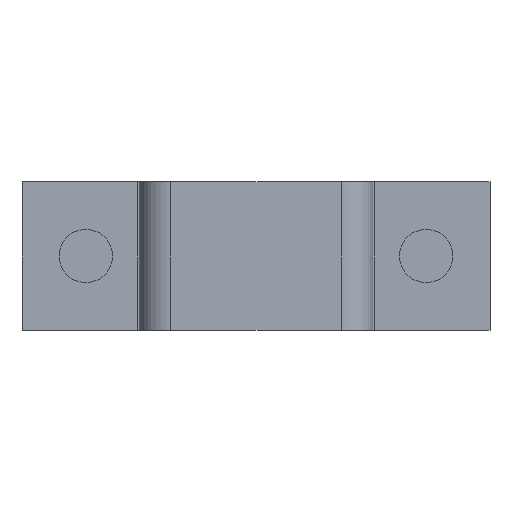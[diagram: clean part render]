
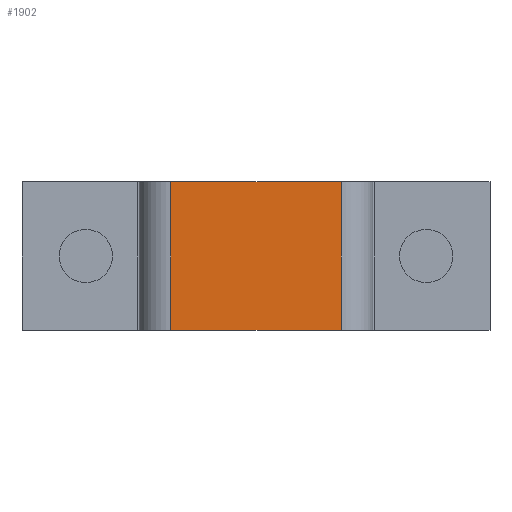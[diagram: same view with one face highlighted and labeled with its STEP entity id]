
A CAD part, front view. The second image highlights one B-rep face of the part: STEP entity #1902.
In plain terms, the highlighted planar face has unit normal (0, -1, 0).
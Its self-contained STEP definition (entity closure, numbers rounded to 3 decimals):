
#37 = LINE ( 'NONE', #2127, #2043 ) ;
#103 = VECTOR ( 'NONE', #2685, 1000. ) ;
#106 = ORIENTED_EDGE ( 'NONE', *, *, #625, .T. ) ;
#198 = EDGE_LOOP ( 'NONE', ( #106, #1422, #1644, #2179 ) ) ;
#245 = EDGE_CURVE ( 'NONE', #1486, #1424, #1376, .T. ) ;
#320 = FACE_OUTER_BOUND ( 'NONE', #198, .T. ) ;
#442 = CARTESIAN_POINT ( 'NONE',  ( 8., -18.5, -7. ) ) ;
#537 = DIRECTION ( 'NONE',  ( 0., 0., -1. ) ) ;
#577 = DIRECTION ( 'NONE',  ( 0., 0., 1. ) ) ;
#625 = EDGE_CURVE ( 'NONE', #2161, #1424, #1146, .T. ) ;
#790 = EDGE_CURVE ( 'NONE', #1323, #1486, #37, .T. ) ;
#801 = LINE ( 'NONE', #817, #103 ) ;
#817 = CARTESIAN_POINT ( 'NONE',  ( -8., -18.5, 7. ) ) ;
#1010 = DIRECTION ( 'NONE',  ( 1., 0., 0. ) ) ;
#1104 = DIRECTION ( 'NONE',  ( 0., 1., 0. ) ) ;
#1146 = LINE ( 'NONE', #1531, #2479 ) ;
#1323 = VERTEX_POINT ( 'NONE', #1691 ) ;
#1353 = PLANE ( 'NONE',  #2514 ) ;
#1376 = LINE ( 'NONE', #2101, #2803 ) ;
#1422 = ORIENTED_EDGE ( 'NONE', *, *, #245, .F. ) ;
#1424 = VERTEX_POINT ( 'NONE', #442 ) ;
#1486 = VERTEX_POINT ( 'NONE', #3326 ) ;
#1531 = CARTESIAN_POINT ( 'NONE',  ( 8., -18.5, -7. ) ) ;
#1628 = CARTESIAN_POINT ( 'NONE',  ( 8., -18.5, 7. ) ) ;
#1644 = ORIENTED_EDGE ( 'NONE', *, *, #790, .F. ) ;
#1691 = CARTESIAN_POINT ( 'NONE',  ( -8., -18.5, 7. ) ) ;
#1902 = ADVANCED_FACE ( 'NONE', ( #320 ), #1353, .F. ) ;
#2043 = VECTOR ( 'NONE', #3228, 1000. ) ;
#2101 = CARTESIAN_POINT ( 'NONE',  ( 8., -18.5, 7. ) ) ;
#2127 = CARTESIAN_POINT ( 'NONE',  ( 8., -18.5, 7. ) ) ;
#2161 = VERTEX_POINT ( 'NONE', #3089 ) ;
#2179 = ORIENTED_EDGE ( 'NONE', *, *, #2368, .T. ) ;
#2368 = EDGE_CURVE ( 'NONE', #1323, #2161, #801, .T. ) ;
#2479 = VECTOR ( 'NONE', #1010, 1000. ) ;
#2514 = AXIS2_PLACEMENT_3D ( 'NONE', #1628, #1104, #577 ) ;
#2685 = DIRECTION ( 'NONE',  ( 0., 0., -1. ) ) ;
#2803 = VECTOR ( 'NONE', #537, 1000. ) ;
#3089 = CARTESIAN_POINT ( 'NONE',  ( -8., -18.5, -7. ) ) ;
#3228 = DIRECTION ( 'NONE',  ( 1., 0., 0. ) ) ;
#3326 = CARTESIAN_POINT ( 'NONE',  ( 8., -18.5, 7. ) ) ;
